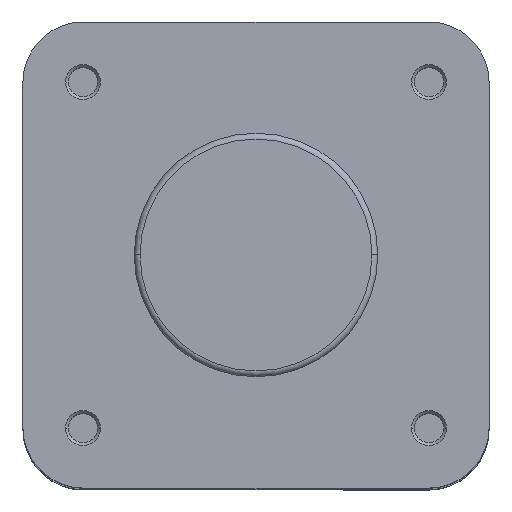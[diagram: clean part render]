
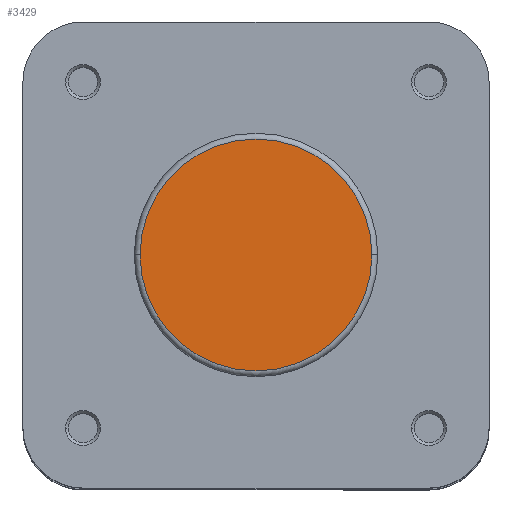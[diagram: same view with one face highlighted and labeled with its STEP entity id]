
A CAD part, top view. The second image highlights one B-rep face of the part: STEP entity #3429.
In plain terms, the highlighted planar face has unit normal (0, 0, 1).
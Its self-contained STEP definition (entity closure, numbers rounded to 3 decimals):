
#94 = AXIS2_PLACEMENT_3D ( 'NONE', #4219, #4220, #4221 ) ;
#120 = AXIS2_PLACEMENT_3D ( 'NONE', #4340, #4347, #4348 ) ;
#254 = AXIS2_PLACEMENT_3D ( 'NONE', #4807, #4813, #4814 ) ;
#748 = EDGE_CURVE ( 'NONE', #5166, #5161, #2779, .T. ) ;
#800 = EDGE_CURVE ( 'NONE', #5161, #5166, #2856, .T. ) ;
#1741 = EDGE_LOOP ( 'NONE', ( #2369, #2356 ) ) ;
#2356 = ORIENTED_EDGE ( 'NONE', *, *, #748, .T. ) ;
#2369 = ORIENTED_EDGE ( 'NONE', *, *, #800, .T. ) ;
#2779 = CIRCLE ( 'NONE', #94, 19.9 ) ;
#2856 = CIRCLE ( 'NONE', #120, 19.9 ) ;
#3112 = FACE_OUTER_BOUND ( 'NONE', #1741, .T. ) ;
#3429 = ADVANCED_FACE ( 'NONE', ( #3112 ), #4804, .F. ) ;
#4219 = CARTESIAN_POINT ( 'NONE',  ( 0., 0., 0. ) ) ;
#4220 = DIRECTION ( 'NONE',  ( 0., 0., 1. ) ) ;
#4221 = DIRECTION ( 'NONE',  ( -1., 0., 0. ) ) ;
#4340 = CARTESIAN_POINT ( 'NONE',  ( 0., 0., 0. ) ) ;
#4347 = DIRECTION ( 'NONE',  ( 0., 0., 1. ) ) ;
#4348 = DIRECTION ( 'NONE',  ( -1., 0., 0. ) ) ;
#4804 = PLANE ( 'NONE',  #254 ) ;
#4807 = CARTESIAN_POINT ( 'NONE',  ( 0., 20.9, 0. ) ) ;
#4813 = DIRECTION ( 'NONE',  ( 0., 0., -1. ) ) ;
#4814 = DIRECTION ( 'NONE',  ( -1., 0., 0. ) ) ;
#5161 = VERTEX_POINT ( 'NONE', #6246 ) ;
#5166 = VERTEX_POINT ( 'NONE', #6251 ) ;
#6246 = CARTESIAN_POINT ( 'NONE',  ( -19.9, 0., 0. ) ) ;
#6251 = CARTESIAN_POINT ( 'NONE',  ( 19.9, 0., 0. ) ) ;
